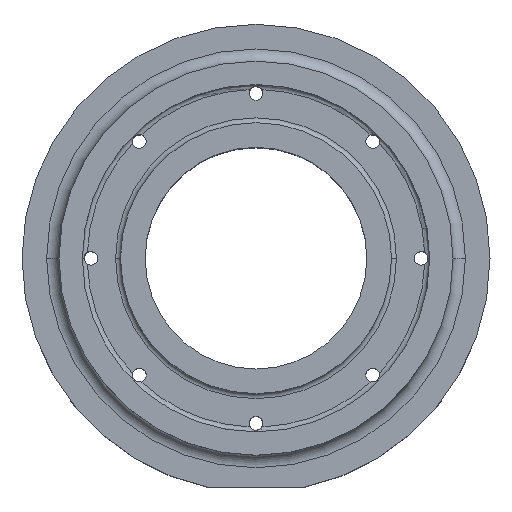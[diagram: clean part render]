
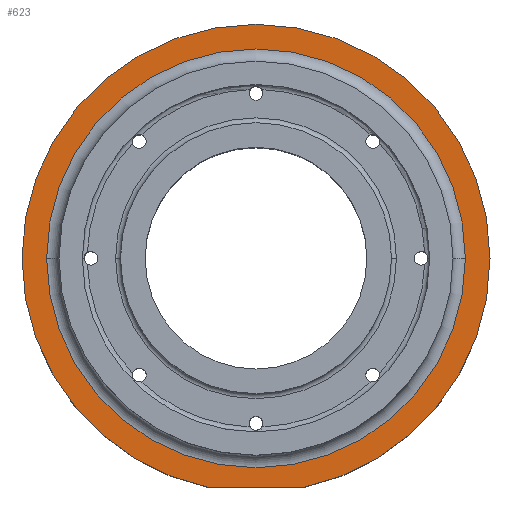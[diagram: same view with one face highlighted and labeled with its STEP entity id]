
A CAD part, top view. The second image highlights one B-rep face of the part: STEP entity #623.
In plain terms, the highlighted planar face has unit normal (0, 0, 1).
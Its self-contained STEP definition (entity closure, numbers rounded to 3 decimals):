
#33 = CARTESIAN_POINT ( 'NONE',  ( 0., 0., 25. ) ) ;
#90 = DIRECTION ( 'NONE',  ( 0., 0., 1. ) ) ;
#99 = DIRECTION ( 'NONE',  ( 1., 0., 0. ) ) ;
#182 = CIRCLE ( 'NONE', #548, 95. ) ;
#209 = CIRCLE ( 'NONE', #2711, 95. ) ;
#422 = AXIS2_PLACEMENT_3D ( 'NONE', #2549, #483, #1629 ) ;
#424 = AXIS2_PLACEMENT_3D ( 'NONE', #2295, #805, #427 ) ;
#427 = DIRECTION ( 'NONE',  ( 1., 0., 0. ) ) ;
#483 = DIRECTION ( 'NONE',  ( 0., 0., -1. ) ) ;
#548 = AXIS2_PLACEMENT_3D ( 'NONE', #2158, #2068, #2081 ) ;
#614 = CIRCLE ( 'NONE', #803, 85. ) ;
#623 = ADVANCED_FACE ( 'NONE', ( #1257, #1223 ), #2705, .T. ) ;
#649 = CIRCLE ( 'NONE', #422, 85. ) ;
#709 = EDGE_CURVE ( 'NONE', #2281, #1948, #2639, .T. ) ;
#803 = AXIS2_PLACEMENT_3D ( 'NONE', #2097, #2102, #2106 ) ;
#805 = DIRECTION ( 'NONE',  ( 0., 0., 1. ) ) ;
#1046 = VERTEX_POINT ( 'NONE', #1376 ) ;
#1094 = ORIENTED_EDGE ( 'NONE', *, *, #2138, .T. ) ;
#1117 = VERTEX_POINT ( 'NONE', #1417 ) ;
#1136 = AXIS2_PLACEMENT_3D ( 'NONE', #1397, #1389, #1850 ) ;
#1223 = FACE_OUTER_BOUND ( 'NONE', #1603, .T. ) ;
#1236 = CARTESIAN_POINT ( 'NONE',  ( -85., 0., 25. ) ) ;
#1257 = FACE_BOUND ( 'NONE', #1756, .T. ) ;
#1258 = EDGE_CURVE ( 'NONE', #2281, #1117, #209, .T. ) ;
#1259 = CARTESIAN_POINT ( 'NONE',  ( -19.391, -93., 25. ) ) ;
#1376 = CARTESIAN_POINT ( 'NONE',  ( 85., 0., 25. ) ) ;
#1389 = DIRECTION ( 'NONE',  ( 0., 0., 1. ) ) ;
#1397 = CARTESIAN_POINT ( 'NONE',  ( 0., 0., 25. ) ) ;
#1403 = CARTESIAN_POINT ( 'NONE',  ( 19.391, -93., 25. ) ) ;
#1417 = CARTESIAN_POINT ( 'NONE',  ( 95., 0., 25. ) ) ;
#1427 = ORIENTED_EDGE ( 'NONE', *, *, #2759, .T. ) ;
#1516 = DIRECTION ( 'NONE',  ( -1., 0., 0. ) ) ;
#1584 = CARTESIAN_POINT ( 'NONE',  ( 0., -93., 25. ) ) ;
#1603 = EDGE_LOOP ( 'NONE', ( #1742, #2066, #1094, #2660 ) ) ;
#1629 = DIRECTION ( 'NONE',  ( 1., 0., 0. ) ) ;
#1708 = EDGE_CURVE ( 'NONE', #1046, #1903, #614, .T. ) ;
#1742 = ORIENTED_EDGE ( 'NONE', *, *, #709, .F. ) ;
#1756 = EDGE_LOOP ( 'NONE', ( #1879, #1427 ) ) ;
#1850 = DIRECTION ( 'NONE',  ( 1., 0., 0. ) ) ;
#1879 = ORIENTED_EDGE ( 'NONE', *, *, #1708, .T. ) ;
#1903 = VERTEX_POINT ( 'NONE', #1236 ) ;
#1948 = VERTEX_POINT ( 'NONE', #1259 ) ;
#2066 = ORIENTED_EDGE ( 'NONE', *, *, #1258, .T. ) ;
#2068 = DIRECTION ( 'NONE',  ( 0., 0., 1. ) ) ;
#2081 = DIRECTION ( 'NONE',  ( 1., 0., 0. ) ) ;
#2097 = CARTESIAN_POINT ( 'NONE',  ( 0., 0., 25. ) ) ;
#2102 = DIRECTION ( 'NONE',  ( 0., 0., -1. ) ) ;
#2106 = DIRECTION ( 'NONE',  ( 1., 0., 0. ) ) ;
#2138 = EDGE_CURVE ( 'NONE', #1117, #2225, #182, .T. ) ;
#2158 = CARTESIAN_POINT ( 'NONE',  ( 0., 0., 25. ) ) ;
#2225 = VERTEX_POINT ( 'NONE', #2619 ) ;
#2242 = CIRCLE ( 'NONE', #424, 95. ) ;
#2281 = VERTEX_POINT ( 'NONE', #1403 ) ;
#2295 = CARTESIAN_POINT ( 'NONE',  ( 0., 0., 25. ) ) ;
#2549 = CARTESIAN_POINT ( 'NONE',  ( 0., 0., 25. ) ) ;
#2619 = CARTESIAN_POINT ( 'NONE',  ( -95., 0., 25. ) ) ;
#2639 = LINE ( 'NONE', #1584, #2668 ) ;
#2660 = ORIENTED_EDGE ( 'NONE', *, *, #2755, .T. ) ;
#2668 = VECTOR ( 'NONE', #1516, 1000. ) ;
#2705 = PLANE ( 'NONE',  #1136 ) ;
#2711 = AXIS2_PLACEMENT_3D ( 'NONE', #33, #90, #99 ) ;
#2755 = EDGE_CURVE ( 'NONE', #2225, #1948, #2242, .T. ) ;
#2759 = EDGE_CURVE ( 'NONE', #1903, #1046, #649, .T. ) ;
